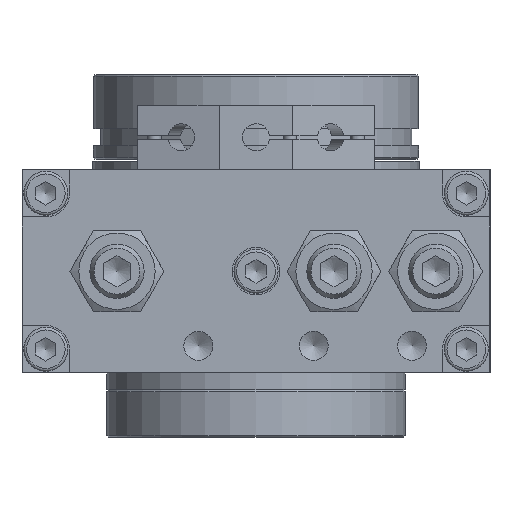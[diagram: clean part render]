
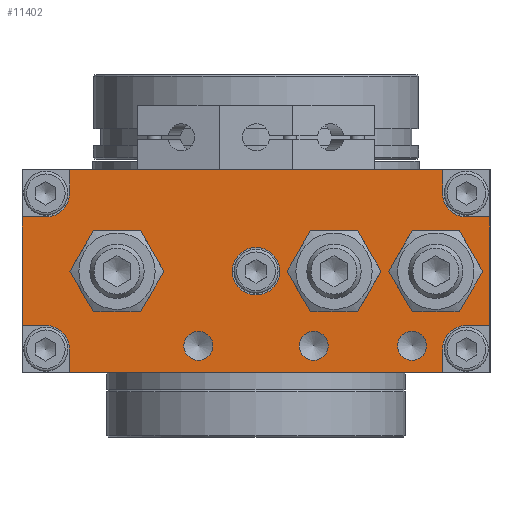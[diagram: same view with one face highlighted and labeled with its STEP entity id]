
A CAD part, front view. The second image highlights one B-rep face of the part: STEP entity #11402.
In plain terms, the highlighted face is planar.
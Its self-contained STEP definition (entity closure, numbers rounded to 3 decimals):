
#611=FACE_BOUND('',#1942,.T.);
#612=FACE_BOUND('',#1943,.T.);
#613=FACE_BOUND('',#1944,.T.);
#614=FACE_BOUND('',#1945,.T.);
#615=FACE_BOUND('',#1946,.T.);
#616=FACE_BOUND('',#1947,.T.);
#617=FACE_BOUND('',#1948,.T.);
#779=PLANE('',#12440);
#1294=FACE_OUTER_BOUND('',#1941,.T.);
#1941=EDGE_LOOP('',(#8499,#8500,#8501,#8502,#8503,#8504,#8505,#8506,#8507,
#8508,#8509,#8510,#8511,#8512,#8513,#8514));
#1942=EDGE_LOOP('',(#8515,#8516));
#1943=EDGE_LOOP('',(#8517,#8518));
#1944=EDGE_LOOP('',(#8519,#8520));
#1945=EDGE_LOOP('',(#8521,#8522));
#1946=EDGE_LOOP('',(#8523,#8524));
#1947=EDGE_LOOP('',(#8525,#8526));
#1948=EDGE_LOOP('',(#8527,#8528));
#2627=CIRCLE('',#12343,6.918);
#2628=CIRCLE('',#12344,6.918);
#2631=CIRCLE('',#12349,6.918);
#2632=CIRCLE('',#12350,6.918);
#2635=CIRCLE('',#12355,6.918);
#2636=CIRCLE('',#12356,6.918);
#2647=CIRCLE('',#12373,4.283);
#2648=CIRCLE('',#12374,4.283);
#2651=CIRCLE('',#12379,4.283);
#2652=CIRCLE('',#12380,4.283);
#2655=CIRCLE('',#12385,4.283);
#2656=CIRCLE('',#12386,4.283);
#2660=CIRCLE('',#12392,7.);
#2661=CIRCLE('',#12393,7.);
#2676=CIRCLE('',#12416,7.);
#2678=CIRCLE('',#12422,7.);
#2680=CIRCLE('',#12428,7.);
#2682=CIRCLE('',#12434,7.);
#3139=LINE('',#16802,#4133);
#3147=LINE('',#16821,#4141);
#3149=LINE('',#16827,#4143);
#3157=LINE('',#16846,#4151);
#3159=LINE('',#16852,#4153);
#3167=LINE('',#16871,#4161);
#3169=LINE('',#16877,#4163);
#3177=LINE('',#16896,#4171);
#3178=LINE('',#16898,#4172);
#3184=LINE('',#16908,#4178);
#3185=LINE('',#16910,#4179);
#3189=LINE('',#16916,#4183);
#4133=VECTOR('',#13816,10.);
#4141=VECTOR('',#13834,10.);
#4143=VECTOR('',#13838,10.);
#4151=VECTOR('',#13856,10.);
#4153=VECTOR('',#13860,10.);
#4161=VECTOR('',#13878,10.);
#4163=VECTOR('',#13882,10.);
#4171=VECTOR('',#13900,10.);
#4172=VECTOR('',#13903,10.);
#4178=VECTOR('',#13911,10.);
#4179=VECTOR('',#13914,10.);
#4183=VECTOR('',#13920,10.);
#5131=VERTEX_POINT('',#16652);
#5132=VERTEX_POINT('',#16654);
#5136=VERTEX_POINT('',#16665);
#5137=VERTEX_POINT('',#16667);
#5141=VERTEX_POINT('',#16678);
#5142=VERTEX_POINT('',#16680);
#5156=VERTEX_POINT('',#16717);
#5157=VERTEX_POINT('',#16719);
#5161=VERTEX_POINT('',#16730);
#5162=VERTEX_POINT('',#16732);
#5166=VERTEX_POINT('',#16743);
#5167=VERTEX_POINT('',#16745);
#5171=VERTEX_POINT('',#16756);
#5172=VERTEX_POINT('',#16758);
#5186=VERTEX_POINT('',#16798);
#5188=VERTEX_POINT('',#16801);
#5193=VERTEX_POINT('',#16815);
#5194=VERTEX_POINT('',#16819);
#5195=VERTEX_POINT('',#16823);
#5197=VERTEX_POINT('',#16826);
#5202=VERTEX_POINT('',#16840);
#5203=VERTEX_POINT('',#16844);
#5204=VERTEX_POINT('',#16848);
#5206=VERTEX_POINT('',#16851);
#5211=VERTEX_POINT('',#16865);
#5212=VERTEX_POINT('',#16869);
#5213=VERTEX_POINT('',#16873);
#5215=VERTEX_POINT('',#16876);
#5220=VERTEX_POINT('',#16890);
#5221=VERTEX_POINT('',#16894);
#6373=EDGE_CURVE('',#5132,#5131,#2627,.T.);
#6374=EDGE_CURVE('',#5131,#5132,#2628,.T.);
#6379=EDGE_CURVE('',#5137,#5136,#2631,.T.);
#6380=EDGE_CURVE('',#5136,#5137,#2632,.T.);
#6385=EDGE_CURVE('',#5142,#5141,#2635,.T.);
#6386=EDGE_CURVE('',#5141,#5142,#2636,.T.);
#6403=EDGE_CURVE('',#5157,#5156,#2647,.T.);
#6404=EDGE_CURVE('',#5156,#5157,#2648,.T.);
#6409=EDGE_CURVE('',#5162,#5161,#2651,.T.);
#6410=EDGE_CURVE('',#5161,#5162,#2652,.T.);
#6415=EDGE_CURVE('',#5167,#5166,#2655,.T.);
#6416=EDGE_CURVE('',#5166,#5167,#2656,.T.);
#6421=EDGE_CURVE('',#5172,#5171,#2660,.T.);
#6422=EDGE_CURVE('',#5171,#5172,#2661,.T.);
#6442=EDGE_CURVE('',#5188,#5186,#3139,.T.);
#6449=EDGE_CURVE('',#5193,#5188,#2676,.T.);
#6452=EDGE_CURVE('',#5194,#5193,#3147,.T.);
#6454=EDGE_CURVE('',#5197,#5195,#3149,.T.);
#6461=EDGE_CURVE('',#5202,#5197,#2678,.T.);
#6464=EDGE_CURVE('',#5203,#5202,#3157,.T.);
#6466=EDGE_CURVE('',#5206,#5204,#3159,.T.);
#6473=EDGE_CURVE('',#5211,#5206,#2680,.T.);
#6476=EDGE_CURVE('',#5212,#5211,#3167,.T.);
#6478=EDGE_CURVE('',#5215,#5213,#3169,.T.);
#6485=EDGE_CURVE('',#5220,#5215,#2682,.T.);
#6488=EDGE_CURVE('',#5221,#5220,#3177,.T.);
#6489=EDGE_CURVE('',#5204,#5203,#3178,.T.);
#6495=EDGE_CURVE('',#5186,#5212,#3184,.T.);
#6496=EDGE_CURVE('',#5213,#5194,#3185,.T.);
#6500=EDGE_CURVE('',#5195,#5221,#3189,.T.);
#8499=ORIENTED_EDGE('',*,*,#6442,.T.);
#8500=ORIENTED_EDGE('',*,*,#6495,.T.);
#8501=ORIENTED_EDGE('',*,*,#6476,.T.);
#8502=ORIENTED_EDGE('',*,*,#6473,.T.);
#8503=ORIENTED_EDGE('',*,*,#6466,.T.);
#8504=ORIENTED_EDGE('',*,*,#6489,.T.);
#8505=ORIENTED_EDGE('',*,*,#6464,.T.);
#8506=ORIENTED_EDGE('',*,*,#6461,.T.);
#8507=ORIENTED_EDGE('',*,*,#6454,.T.);
#8508=ORIENTED_EDGE('',*,*,#6500,.T.);
#8509=ORIENTED_EDGE('',*,*,#6488,.T.);
#8510=ORIENTED_EDGE('',*,*,#6485,.T.);
#8511=ORIENTED_EDGE('',*,*,#6478,.T.);
#8512=ORIENTED_EDGE('',*,*,#6496,.T.);
#8513=ORIENTED_EDGE('',*,*,#6452,.T.);
#8514=ORIENTED_EDGE('',*,*,#6449,.T.);
#8515=ORIENTED_EDGE('',*,*,#6373,.T.);
#8516=ORIENTED_EDGE('',*,*,#6374,.T.);
#8517=ORIENTED_EDGE('',*,*,#6379,.T.);
#8518=ORIENTED_EDGE('',*,*,#6380,.T.);
#8519=ORIENTED_EDGE('',*,*,#6385,.T.);
#8520=ORIENTED_EDGE('',*,*,#6386,.T.);
#8521=ORIENTED_EDGE('',*,*,#6403,.T.);
#8522=ORIENTED_EDGE('',*,*,#6404,.T.);
#8523=ORIENTED_EDGE('',*,*,#6409,.T.);
#8524=ORIENTED_EDGE('',*,*,#6410,.T.);
#8525=ORIENTED_EDGE('',*,*,#6415,.T.);
#8526=ORIENTED_EDGE('',*,*,#6416,.T.);
#8527=ORIENTED_EDGE('',*,*,#6421,.T.);
#8528=ORIENTED_EDGE('',*,*,#6422,.T.);
#11402=ADVANCED_FACE('',(#1294,#611,#612,#613,#614,#615,#616,#617),#779,
 .T.);
#12343=AXIS2_PLACEMENT_3D('',#16655,#13655,#13656);
#12344=AXIS2_PLACEMENT_3D('',#16656,#13657,#13658);
#12349=AXIS2_PLACEMENT_3D('',#16668,#13669,#13670);
#12350=AXIS2_PLACEMENT_3D('',#16669,#13671,#13672);
#12355=AXIS2_PLACEMENT_3D('',#16681,#13683,#13684);
#12356=AXIS2_PLACEMENT_3D('',#16682,#13685,#13686);
#12373=AXIS2_PLACEMENT_3D('',#16720,#13725,#13726);
#12374=AXIS2_PLACEMENT_3D('',#16721,#13727,#13728);
#12379=AXIS2_PLACEMENT_3D('',#16733,#13739,#13740);
#12380=AXIS2_PLACEMENT_3D('',#16734,#13741,#13742);
#12385=AXIS2_PLACEMENT_3D('',#16746,#13753,#13754);
#12386=AXIS2_PLACEMENT_3D('',#16747,#13755,#13756);
#12392=AXIS2_PLACEMENT_3D('',#16759,#13768,#13769);
#12393=AXIS2_PLACEMENT_3D('',#16760,#13770,#13771);
#12416=AXIS2_PLACEMENT_3D('',#16816,#13828,#13829);
#12422=AXIS2_PLACEMENT_3D('',#16841,#13850,#13851);
#12428=AXIS2_PLACEMENT_3D('',#16866,#13872,#13873);
#12434=AXIS2_PLACEMENT_3D('',#16891,#13894,#13895);
#12440=AXIS2_PLACEMENT_3D('',#16917,#13921,#13922);
#13655=DIRECTION('center_axis',(0.,0.,-1.));
#13656=DIRECTION('ref_axis',(1.,0.,0.));
#13657=DIRECTION('center_axis',(0.,0.,-1.));
#13658=DIRECTION('ref_axis',(1.,0.,0.));
#13669=DIRECTION('center_axis',(0.,0.,-1.));
#13670=DIRECTION('ref_axis',(1.,0.,0.));
#13671=DIRECTION('center_axis',(0.,0.,-1.));
#13672=DIRECTION('ref_axis',(1.,0.,0.));
#13683=DIRECTION('center_axis',(0.,0.,-1.));
#13684=DIRECTION('ref_axis',(1.,0.,0.));
#13685=DIRECTION('center_axis',(0.,0.,-1.));
#13686=DIRECTION('ref_axis',(1.,0.,0.));
#13725=DIRECTION('center_axis',(0.,0.,-1.));
#13726=DIRECTION('ref_axis',(1.,0.,0.));
#13727=DIRECTION('center_axis',(0.,0.,-1.));
#13728=DIRECTION('ref_axis',(1.,0.,0.));
#13739=DIRECTION('center_axis',(0.,0.,-1.));
#13740=DIRECTION('ref_axis',(1.,0.,0.));
#13741=DIRECTION('center_axis',(0.,0.,-1.));
#13742=DIRECTION('ref_axis',(1.,0.,0.));
#13753=DIRECTION('center_axis',(0.,0.,-1.));
#13754=DIRECTION('ref_axis',(1.,0.,0.));
#13755=DIRECTION('center_axis',(0.,0.,-1.));
#13756=DIRECTION('ref_axis',(1.,0.,0.));
#13768=DIRECTION('center_axis',(0.,0.,-1.));
#13769=DIRECTION('ref_axis',(1.,0.,0.));
#13770=DIRECTION('center_axis',(0.,0.,-1.));
#13771=DIRECTION('ref_axis',(1.,0.,0.));
#13816=DIRECTION('',(1.,0.,0.));
#13828=DIRECTION('center_axis',(0.,0.,-1.));
#13829=DIRECTION('ref_axis',(0.071,0.997,0.));
#13834=DIRECTION('',(0.,1.,0.));
#13838=DIRECTION('',(-1.,0.,0.));
#13850=DIRECTION('center_axis',(0.,0.,-1.));
#13851=DIRECTION('ref_axis',(-0.071,-0.997,0.));
#13856=DIRECTION('',(0.,-1.,0.));
#13860=DIRECTION('',(0.,1.,0.));
#13872=DIRECTION('center_axis',(0.,0.,-1.));
#13873=DIRECTION('ref_axis',(-1.,0.,0.));
#13878=DIRECTION('',(-1.,0.,0.));
#13882=DIRECTION('',(0.,-1.,0.));
#13894=DIRECTION('center_axis',(0.,0.,-1.));
#13895=DIRECTION('ref_axis',(1.,0.,0.));
#13900=DIRECTION('',(1.,0.,0.));
#13903=DIRECTION('',(-1.,0.,0.));
#13911=DIRECTION('',(0.,1.,0.));
#13914=DIRECTION('',(1.,0.,0.));
#13920=DIRECTION('',(0.,-1.,0.));
#13921=DIRECTION('center_axis',(0.,0.,1.));
#13922=DIRECTION('ref_axis',(1.,0.,0.));
#16652=CARTESIAN_POINT('',(16.083,0.,92.));
#16654=CARTESIAN_POINT('',(29.918,0.,92.));
#16655=CARTESIAN_POINT('Origin',(23.,0.,92.));
#16656=CARTESIAN_POINT('Origin',(23.,0.,92.));
#16665=CARTESIAN_POINT('',(-47.918,0.,92.));
#16667=CARTESIAN_POINT('',(-34.083,0.,92.));
#16668=CARTESIAN_POINT('Origin',(-41.,0.,92.));
#16669=CARTESIAN_POINT('Origin',(-41.,0.,92.));
#16678=CARTESIAN_POINT('',(46.083,0.,92.));
#16680=CARTESIAN_POINT('',(59.918,0.,92.));
#16681=CARTESIAN_POINT('Origin',(53.,0.,92.));
#16682=CARTESIAN_POINT('Origin',(53.,0.,92.));
#16717=CARTESIAN_POINT('',(12.717,-22.,92.));
#16719=CARTESIAN_POINT('',(21.283,-22.,92.));
#16720=CARTESIAN_POINT('Origin',(17.,-22.,92.));
#16721=CARTESIAN_POINT('Origin',(17.,-22.,92.));
#16730=CARTESIAN_POINT('',(-21.283,-22.,92.));
#16732=CARTESIAN_POINT('',(-12.717,-22.,92.));
#16733=CARTESIAN_POINT('Origin',(-17.,-22.,92.));
#16734=CARTESIAN_POINT('Origin',(-17.,-22.,92.));
#16743=CARTESIAN_POINT('',(41.717,-22.,92.));
#16745=CARTESIAN_POINT('',(50.283,-22.,92.));
#16746=CARTESIAN_POINT('Origin',(46.,-22.,92.));
#16747=CARTESIAN_POINT('Origin',(46.,-22.,92.));
#16756=CARTESIAN_POINT('',(-7.,0.,92.));
#16758=CARTESIAN_POINT('',(7.,0.,92.));
#16759=CARTESIAN_POINT('Origin',(0.,0.,92.));
#16760=CARTESIAN_POINT('Origin',(0.,0.,92.));
#16798=CARTESIAN_POINT('',(69.,-16.018,92.));
#16801=CARTESIAN_POINT('',(61.502,-16.018,92.));
#16802=CARTESIAN_POINT('',(30.751,-16.018,92.));
#16815=CARTESIAN_POINT('',(55.,-23.,92.));
#16816=CARTESIAN_POINT('Origin',(62.,-23.,92.));
#16819=CARTESIAN_POINT('',(55.,-30.,92.));
#16821=CARTESIAN_POINT('',(55.,-16.009,92.));
#16823=CARTESIAN_POINT('',(-69.,16.018,92.));
#16826=CARTESIAN_POINT('',(-61.502,16.018,92.));
#16827=CARTESIAN_POINT('',(-30.751,16.018,92.));
#16840=CARTESIAN_POINT('',(-55.,23.,92.));
#16841=CARTESIAN_POINT('Origin',(-62.,23.,92.));
#16844=CARTESIAN_POINT('',(-55.,30.,92.));
#16846=CARTESIAN_POINT('',(-55.,16.009,92.));
#16848=CARTESIAN_POINT('',(55.,30.,92.));
#16851=CARTESIAN_POINT('',(55.,23.,92.));
#16852=CARTESIAN_POINT('',(55.,11.5,92.));
#16865=CARTESIAN_POINT('',(61.502,16.018,92.));
#16866=CARTESIAN_POINT('Origin',(62.,23.,92.));
#16869=CARTESIAN_POINT('',(69.,16.018,92.));
#16871=CARTESIAN_POINT('',(35.454,16.018,92.));
#16873=CARTESIAN_POINT('',(-55.,-30.,92.));
#16876=CARTESIAN_POINT('',(-55.,-23.,92.));
#16877=CARTESIAN_POINT('',(-55.,-11.5,92.));
#16890=CARTESIAN_POINT('',(-61.502,-16.018,92.));
#16891=CARTESIAN_POINT('Origin',(-62.,-23.,92.));
#16894=CARTESIAN_POINT('',(-69.,-16.018,92.));
#16896=CARTESIAN_POINT('',(-35.454,-16.018,92.));
#16898=CARTESIAN_POINT('',(69.,30.,92.));
#16908=CARTESIAN_POINT('',(69.,-30.,92.));
#16910=CARTESIAN_POINT('',(-69.,-30.,92.));
#16916=CARTESIAN_POINT('',(-69.,30.,92.));
#16917=CARTESIAN_POINT('Origin',(0.,0.,92.));
